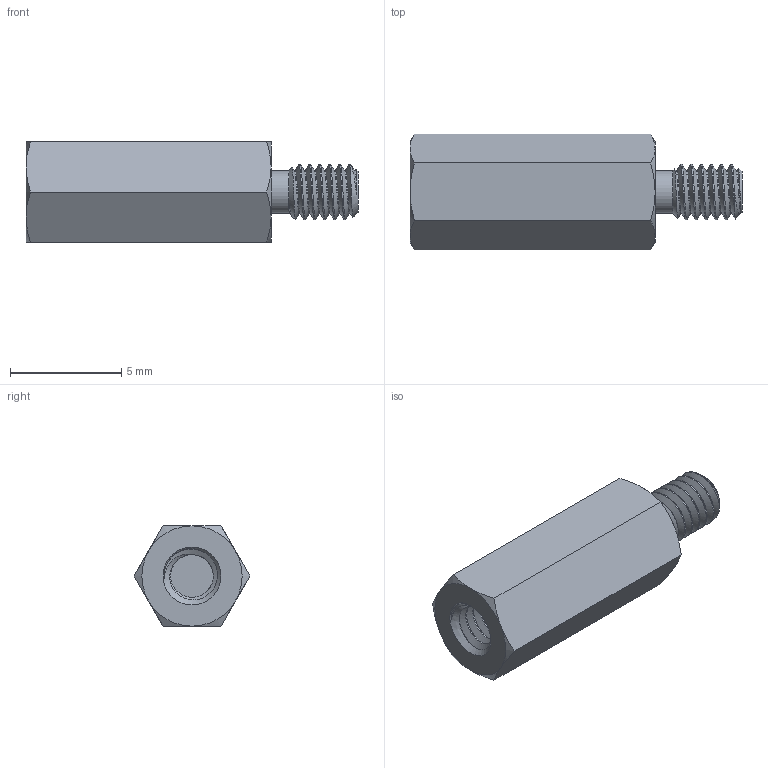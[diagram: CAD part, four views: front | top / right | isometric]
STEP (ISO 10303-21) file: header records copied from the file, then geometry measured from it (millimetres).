
FILE_DESCRIPTION(/* description */ (''),/* implementation_level */ '2;1');
FILE_NAME(/* name */ 'M2.5x11-Standoff.stp',/* time_stamp */ '2020-07-09T19:22:53+02:00',/* author */ ('sawaiz'),/* organization */ (''),/* preprocessor_version */ 'ST-DEVELOPER v18.1',/* originating_system */ 'Autodesk Inventor 2020',/* authorisation */ '');
FILE_SCHEMA (('AUTOMOTIVE_DESIGN { 1 0 10303 214 3 1 1 }'));
Length unit declared in the file: millimetre
Products named in the file (1): 93655A096_MALE-FEM THRDED HEX STANDOFF
Bounding box: 14.9 x 5.2 x 4.5 mm (x, y, z)
Volume: 185.3 mm3; surface area: 306.9 mm2
Topology: 1 solids, 1 shells, 67 faces, 179 edges, 116 vertices
Faces by surface type: cylinder 37, cone 15, plane 11, bspline 4
Full cylindrical faces by diameter (mm): 1.91 x1, 1.915 x15, 2.5 x14
Entity records: 3816 total; most frequent: CARTESIAN_POINT 2396, ORIENTED_EDGE 358, DIRECTION 231, EDGE_CURVE 179, VERTEX_POINT 116, AXIS2_PLACEMENT_3D 92, EDGE_LOOP 69, FACE_OUTER_BOUND 67
